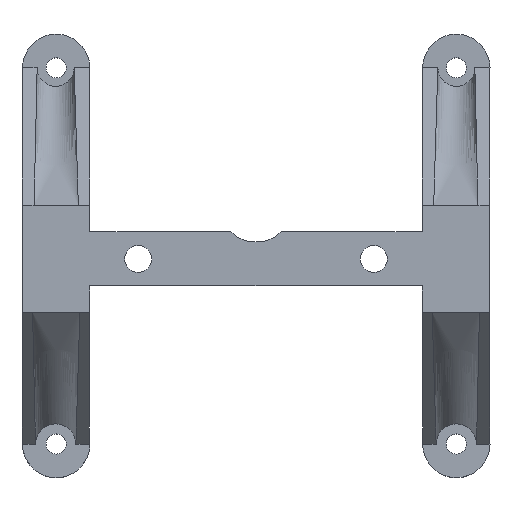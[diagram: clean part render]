
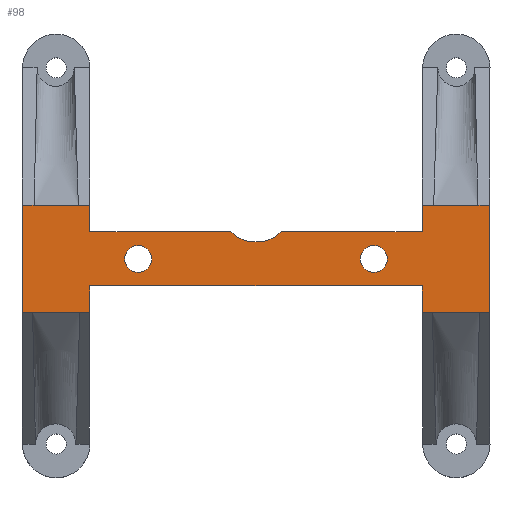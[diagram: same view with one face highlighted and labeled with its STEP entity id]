
A CAD part, top view. The second image highlights one B-rep face of the part: STEP entity #98.
In plain terms, the highlighted planar face has unit normal (0, 0, 1).
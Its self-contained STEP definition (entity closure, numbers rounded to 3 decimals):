
#98=ADVANCED_FACE('',(#600,#602,#604),#606,.T.);
#600=FACE_BOUND('',#601,.T.);
#601=EDGE_LOOP('',(#2044,#2045,#2046,#2047,#2048,#2049,#2050,#2051,#2052,#2053,#2054,
#2055,#2056,#2057,#2058,#2059,#2060,#2061,#2062,#2063,#2064,#2065));
#602=FACE_BOUND('',#603,.T.);
#603=EDGE_LOOP('',(#2066));
#604=FACE_BOUND('',#605,.T.);
#605=EDGE_LOOP('',(#2067));
#606=PLANE('',#607);
#607=AXIS2_PLACEMENT_3D('',#608,#609,#610);
#608=CARTESIAN_POINT('',(0.,0.,48.));
#609=DIRECTION('',(0.,0.,1.));
#610=DIRECTION('',(0.,1.,0.));
#2044=ORIENTED_EDGE('',*,*,#2289,.F.);
#2045=ORIENTED_EDGE('',*,*,#2274,.T.);
#2046=ORIENTED_EDGE('',*,*,#2290,.F.);
#2047=ORIENTED_EDGE('',*,*,#2291,.F.);
#2048=ORIENTED_EDGE('',*,*,#2292,.F.);
#2049=ORIENTED_EDGE('',*,*,#2293,.F.);
#2050=ORIENTED_EDGE('',*,*,#2294,.T.);
#2051=ORIENTED_EDGE('',*,*,#2295,.T.);
#2052=ORIENTED_EDGE('',*,*,#2296,.F.);
#2053=ORIENTED_EDGE('',*,*,#2297,.F.);
#2054=ORIENTED_EDGE('',*,*,#2298,.F.);
#2055=ORIENTED_EDGE('',*,*,#2299,.T.);
#2056=ORIENTED_EDGE('',*,*,#2300,.F.);
#2057=ORIENTED_EDGE('',*,*,#2301,.F.);
#2058=ORIENTED_EDGE('',*,*,#2302,.F.);
#2059=ORIENTED_EDGE('',*,*,#2303,.T.);
#2060=ORIENTED_EDGE('',*,*,#2304,.T.);
#2061=ORIENTED_EDGE('',*,*,#2305,.T.);
#2062=ORIENTED_EDGE('',*,*,#2306,.T.);
#2063=ORIENTED_EDGE('',*,*,#2276,.F.);
#2064=ORIENTED_EDGE('',*,*,#2307,.F.);
#2065=ORIENTED_EDGE('',*,*,#2308,.F.);
#2066=ORIENTED_EDGE('',*,*,#2309,.T.);
#2067=ORIENTED_EDGE('',*,*,#2310,.T.);
#2274=EDGE_CURVE('',#2405,#2409,#2411,.T.);
#2276=EDGE_CURVE('',#2412,#2415,#2416,.T.);
#2289=EDGE_CURVE('',#2405,#2438,#2439,.T.);
#2290=EDGE_CURVE('',#2440,#2409,#2441,.T.);
#2291=EDGE_CURVE('',#2442,#2440,#2443,.T.);
#2292=EDGE_CURVE('',#2444,#2442,#2445,.T.);
#2293=EDGE_CURVE('',#2446,#2444,#2447,.T.);
#2294=EDGE_CURVE('',#2446,#2448,#2449,.T.);
#2295=EDGE_CURVE('',#2448,#2450,#2451,.T.);
#2296=EDGE_CURVE('',#2452,#2450,#2453,.F.);
#2297=EDGE_CURVE('',#2454,#2452,#2455,.F.);
#2298=EDGE_CURVE('',#2456,#2454,#2457,.F.);
#2299=EDGE_CURVE('',#2456,#2458,#2459,.T.);
#2300=EDGE_CURVE('',#2460,#2458,#2461,.F.);
#2301=EDGE_CURVE('',#2462,#2460,#2463,.F.);
#2302=EDGE_CURVE('',#2464,#2462,#2465,.F.);
#2303=EDGE_CURVE('',#2464,#2466,#2467,.T.);
#2304=EDGE_CURVE('',#2466,#2468,#2469,.T.);
#2305=EDGE_CURVE('',#2468,#2470,#2471,.T.);
#2306=EDGE_CURVE('',#2470,#2415,#2472,.T.);
#2307=EDGE_CURVE('',#2473,#2412,#2474,.T.);
#2308=EDGE_CURVE('',#2438,#2473,#2475,.T.);
#2309=EDGE_CURVE('',#2476,#2476,#2477,.F.);
#2310=EDGE_CURVE('',#2478,#2478,#2479,.F.);
#2405=VERTEX_POINT('',#2637);
#2409=VERTEX_POINT('',#2645);
#2411=LINE('',#2649,#2650);
#2412=VERTEX_POINT('',#2652);
#2415=VERTEX_POINT('',#2657);
#2416=LINE('',#2658,#2659);
#2438=VERTEX_POINT('',#2709);
#2439=LINE('',#2710,#2711);
#2440=VERTEX_POINT('',#2713);
#2441=LINE('',#2714,#2715);
#2442=VERTEX_POINT('',#2717);
#2443=LINE('',#2718,#2719);
#2444=VERTEX_POINT('',#2721);
#2445=LINE('',#2722,#2723);
#2446=VERTEX_POINT('',#2725);
#2447=LINE('',#2726,#2727);
#2448=VERTEX_POINT('',#2729);
#2449=LINE('',#2730,#2731);
#2450=VERTEX_POINT('',#2733);
#2451=LINE('',#2734,#2735);
#2452=VERTEX_POINT('',#2737);
#2453=LINE('',#2738,#2739);
#2454=VERTEX_POINT('',#2741);
#2455=LINE('',#2742,#2743);
#2456=VERTEX_POINT('',#2745);
#2457=LINE('',#2746,#2747);
#2458=VERTEX_POINT('',#2749);
#2459=LINE('',#2750,#2751);
#2460=VERTEX_POINT('',#2753);
#2461=LINE('',#2754,#2755);
#2462=VERTEX_POINT('',#2757);
#2463=LINE('',#2758,#2759);
#2464=VERTEX_POINT('',#2761);
#2465=LINE('',#2762,#2763);
#2466=VERTEX_POINT('',#2765);
#2467=LINE('',#2766,#2767);
#2468=VERTEX_POINT('',#2769);
#2469=LINE('',#2770,#2771);
#2470=VERTEX_POINT('',#2773);
#2471=CIRCLE('',#2774,5.5);
#2472=LINE('',#2778,#2779);
#2473=VERTEX_POINT('',#2781);
#2474=LINE('',#2782,#2783);
#2475=LINE('',#2785,#2786);
#2476=VERTEX_POINT('',#2788);
#2477=CIRCLE('',#2789,2.);
#2478=VERTEX_POINT('',#2793);
#2479=CIRCLE('',#2794,2.);
#2637=CARTESIAN_POINT('',(-34.678,8.,48.));
#2645=CARTESIAN_POINT('',(-34.678,-8.,48.));
#2649=CARTESIAN_POINT('',(-34.678,8.,48.));
#2650=VECTOR('',#2651,1.);
#2651=DIRECTION('',(0.,-1.,0.));
#2652=CARTESIAN_POINT('',(-24.678,8.,48.));
#2657=CARTESIAN_POINT('',(-24.678,4.,48.));
#2658=CARTESIAN_POINT('',(-24.678,8.,48.));
#2659=VECTOR('',#2660,1.);
#2660=DIRECTION('',(0.,-1.,0.));
#2709=CARTESIAN_POINT('',(-32.966,8.,48.));
#2710=CARTESIAN_POINT('',(-34.678,8.,48.));
#2711=VECTOR('',#2712,1.);
#2712=DIRECTION('',(1.,0.,0.));
#2713=CARTESIAN_POINT('',(-33.188,-8.,48.));
#2714=CARTESIAN_POINT('',(-33.188,-8.,48.));
#2715=VECTOR('',#2716,1.);
#2716=DIRECTION('',(-1.,0.,0.));
#2717=CARTESIAN_POINT('',(-26.168,-8.,48.));
#2718=CARTESIAN_POINT('',(-26.168,-8.,48.));
#2719=VECTOR('',#2720,1.);
#2720=DIRECTION('',(-1.,0.,0.));
#2721=CARTESIAN_POINT('',(-24.678,-8.,48.));
#2722=CARTESIAN_POINT('',(-24.678,-8.,48.));
#2723=VECTOR('',#2724,1.);
#2724=DIRECTION('',(-1.,0.,0.));
#2725=CARTESIAN_POINT('',(-24.678,-4.,48.));
#2726=CARTESIAN_POINT('',(-24.678,-4.,48.));
#2727=VECTOR('',#2728,1.);
#2728=DIRECTION('',(0.,-1.,0.));
#2729=CARTESIAN_POINT('',(24.678,-4.,48.));
#2730=CARTESIAN_POINT('',(-24.678,-4.,48.));
#2731=VECTOR('',#2732,1.);
#2732=DIRECTION('',(1.,0.,0.));
#2733=CARTESIAN_POINT('',(24.678,-8.,48.));
#2734=CARTESIAN_POINT('',(24.678,-4.,48.));
#2735=VECTOR('',#2736,1.);
#2736=DIRECTION('',(0.,-1.,0.));
#2737=CARTESIAN_POINT('',(26.168,-8.,48.));
#2738=CARTESIAN_POINT('',(24.678,-8.,48.));
#2739=VECTOR('',#2740,1.);
#2740=DIRECTION('',(1.,0.,0.));
#2741=CARTESIAN_POINT('',(33.188,-8.,48.));
#2742=CARTESIAN_POINT('',(26.168,-8.,48.));
#2743=VECTOR('',#2744,1.);
#2744=DIRECTION('',(1.,0.,0.));
#2745=CARTESIAN_POINT('',(34.678,-8.,48.));
#2746=CARTESIAN_POINT('',(33.188,-8.,48.));
#2747=VECTOR('',#2748,1.);
#2748=DIRECTION('',(1.,0.,0.));
#2749=CARTESIAN_POINT('',(34.678,8.,48.));
#2750=CARTESIAN_POINT('',(34.678,-8.,48.));
#2751=VECTOR('',#2752,1.);
#2752=DIRECTION('',(0.,1.,0.));
#2753=CARTESIAN_POINT('',(32.966,8.,48.));
#2754=CARTESIAN_POINT('',(34.678,8.,48.));
#2755=VECTOR('',#2756,1.);
#2756=DIRECTION('',(-1.,0.,0.));
#2757=CARTESIAN_POINT('',(26.39,8.,48.));
#2758=CARTESIAN_POINT('',(32.966,8.,48.));
#2759=VECTOR('',#2760,1.);
#2760=DIRECTION('',(-1.,0.,0.));
#2761=CARTESIAN_POINT('',(24.678,8.,48.));
#2762=CARTESIAN_POINT('',(26.39,8.,48.));
#2763=VECTOR('',#2764,1.);
#2764=DIRECTION('',(-1.,0.,0.));
#2765=CARTESIAN_POINT('',(24.678,4.,48.));
#2766=CARTESIAN_POINT('',(24.678,8.,48.));
#2767=VECTOR('',#2768,1.);
#2768=DIRECTION('',(0.,-1.,0.));
#2769=CARTESIAN_POINT('',(3.775,4.,48.));
#2770=CARTESIAN_POINT('',(24.678,4.,48.));
#2771=VECTOR('',#2772,1.);
#2772=DIRECTION('',(-1.,0.,0.));
#2773=CARTESIAN_POINT('',(-3.775,4.,48.));
#2774=AXIS2_PLACEMENT_3D('',#2775,#2776,#2777);
#2775=CARTESIAN_POINT('',(0.,8.,48.));
#2776=DIRECTION('',(0.,0.,-1.));
#2777=DIRECTION('',(0.686,-0.727,0.));
#2778=CARTESIAN_POINT('',(-3.775,4.,48.));
#2779=VECTOR('',#2780,1.);
#2780=DIRECTION('',(-1.,0.,0.));
#2781=CARTESIAN_POINT('',(-26.39,8.,48.));
#2782=CARTESIAN_POINT('',(-26.39,8.,48.));
#2783=VECTOR('',#2784,1.);
#2784=DIRECTION('',(1.,0.,0.));
#2785=CARTESIAN_POINT('',(-32.966,8.,48.));
#2786=VECTOR('',#2787,1.);
#2787=DIRECTION('',(1.,0.,0.));
#2788=CARTESIAN_POINT('',(-17.5,2.,48.));
#2789=AXIS2_PLACEMENT_3D('',#2790,#2791,#2792);
#2790=CARTESIAN_POINT('',(-17.5,0.,48.));
#2791=DIRECTION('',(0.,0.,1.));
#2792=DIRECTION('',(0.,1.,0.));
#2793=CARTESIAN_POINT('',(17.5,2.,48.));
#2794=AXIS2_PLACEMENT_3D('',#2795,#2796,#2797);
#2795=CARTESIAN_POINT('',(17.5,0.,48.));
#2796=DIRECTION('',(0.,0.,1.));
#2797=DIRECTION('',(0.,1.,0.));
